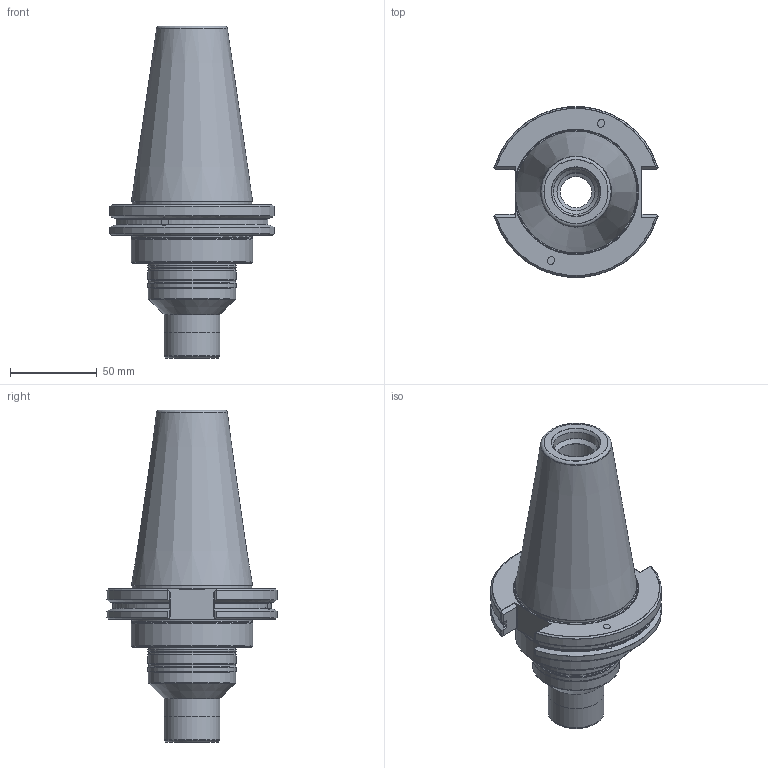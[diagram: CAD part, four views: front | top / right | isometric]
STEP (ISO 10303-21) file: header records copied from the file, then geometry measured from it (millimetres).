
FILE_DESCRIPTION(/* description */ (''),/* implementation_level */ '2;1');
FILE_NAME(/* name */ '435012556.stp',/* time_stamp */ '2021-01-08T12:39:23',/* author */ ('LRA'),/* organization */ ('REGO-FIX'),/* preprocessor_version */ ' Unknown',/* originating_system */ 'SIEMENS PLM Software Solid Edge ST10',/* authorization */ 'Unknown');
FILE_SCHEMA (('AUTOMOTIVE_DESIGN { 1 0 10303 214 2 1 1}'));
Length unit declared in the file: millimetre
Products named in the file (1): NOCUT
Bounding box: 94.65 x 98.36 x 191.6 mm (x, y, z)
Volume: 872988.4 mm3; surface area: 118008.4 mm2
Topology: 2 solids, 2 shells, 249 faces, 654 edges, 411 vertices
Faces by surface type: plane 102, cone 60, cylinder 59, torus 28
Full cylindrical faces by diameter (mm): 3.242 x6, 3.9 x2, 4.5 x2, 12 x2, 18 x2, 21.96 x1, 21.963 x5, 26.1 x1, 26.4 x1, 32 x2, 32.3 x1, 50 x1, 50.3 x1, 50.5 x3, 50.8 x3, 69.25 x2, 69.85 x1, 70.15 x1
Entity records: 8963 total; most frequent: CARTESIAN_POINT 1755, DIRECTION 1074, ORIENTED_EDGE 1054, EDGE_CURVE 527, AXIS2_PLACEMENT_3D 434, VERTEX_POINT 385, FACE_BOUND 364, EDGE_LOOP 360
